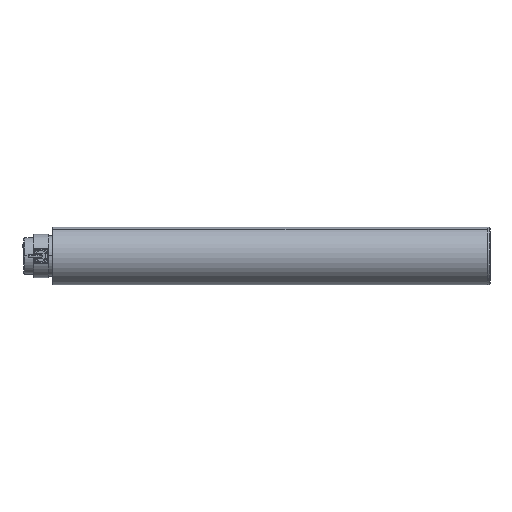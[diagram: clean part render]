
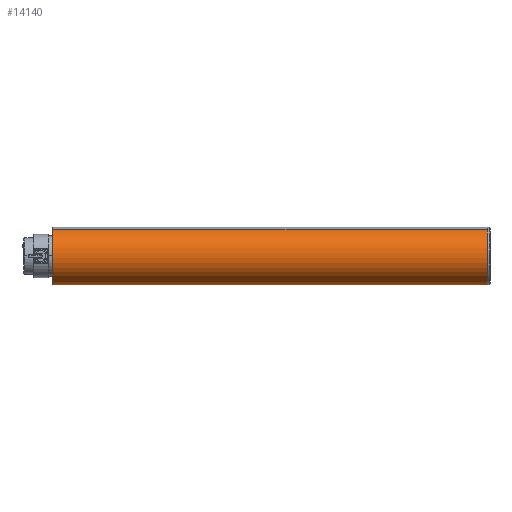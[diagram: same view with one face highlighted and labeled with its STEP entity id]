
A CAD part, front view. The second image highlights one B-rep face of the part: STEP entity #14140.
In plain terms, the highlighted cylindrical face has radius 59.5 mm (diameter 119 mm), a partial arc.
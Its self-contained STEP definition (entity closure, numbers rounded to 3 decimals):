
#437 = DIRECTION ( 'NONE',  ( -1., 0., 0. ) ) ;
#455 = CARTESIAN_POINT ( 'NONE',  ( -17.724, 0., -59.5 ) ) ;
#1180 = VERTEX_POINT ( 'NONE', #8328 ) ;
#1224 = AXIS2_PLACEMENT_3D ( 'NONE', #2223, #5587, #9935 ) ;
#2223 = CARTESIAN_POINT ( 'NONE',  ( 0., 0., 0. ) ) ;
#2945 = CARTESIAN_POINT ( 'NONE',  ( 0., 0., 59.5 ) ) ;
#3154 = CIRCLE ( 'NONE', #1224, 59.5 ) ;
#3476 = VERTEX_POINT ( 'NONE', #11122 ) ;
#3563 = AXIS2_PLACEMENT_3D ( 'NONE', #12856, #14096, #4043 ) ;
#4043 = DIRECTION ( 'NONE',  ( 0., 0., 1. ) ) ;
#4199 = VERTEX_POINT ( 'NONE', #9207 ) ;
#4524 = LINE ( 'NONE', #6965, #12970 ) ;
#5140 = CIRCLE ( 'NONE', #9490, 59.5 ) ;
#5587 = DIRECTION ( 'NONE',  ( -1., 0., 0. ) ) ;
#5701 = FACE_OUTER_BOUND ( 'NONE', #12836, .T. ) ;
#5778 = EDGE_CURVE ( 'NONE', #1180, #7591, #3154, .T. ) ;
#6965 = CARTESIAN_POINT ( 'NONE',  ( -17.724, 0., 59.5 ) ) ;
#7591 = VERTEX_POINT ( 'NONE', #2945 ) ;
#7661 = LINE ( 'NONE', #455, #8873 ) ;
#7739 = CARTESIAN_POINT ( 'NONE',  ( 900., 0., 0. ) ) ;
#8011 = ORIENTED_EDGE ( 'NONE', *, *, #10885, .F. ) ;
#8328 = CARTESIAN_POINT ( 'NONE',  ( 0., 0., -59.5 ) ) ;
#8441 = EDGE_CURVE ( 'NONE', #3476, #4199, #5140, .T. ) ;
#8873 = VECTOR ( 'NONE', #13650, 1000. ) ;
#9081 = DIRECTION ( 'NONE',  ( -1., 0., 0. ) ) ;
#9207 = CARTESIAN_POINT ( 'NONE',  ( 900., 0., 59.5 ) ) ;
#9490 = AXIS2_PLACEMENT_3D ( 'NONE', #7739, #437, #11103 ) ;
#9506 = ORIENTED_EDGE ( 'NONE', *, *, #8441, .T. ) ;
#9935 = DIRECTION ( 'NONE',  ( 0., 0., 1. ) ) ;
#10540 = CYLINDRICAL_SURFACE ( 'NONE', #3563, 59.5 ) ;
#10885 = EDGE_CURVE ( 'NONE', #3476, #1180, #7661, .T. ) ;
#11103 = DIRECTION ( 'NONE',  ( 0., 0., 1. ) ) ;
#11122 = CARTESIAN_POINT ( 'NONE',  ( 900., 0., -59.5 ) ) ;
#11709 = ORIENTED_EDGE ( 'NONE', *, *, #5778, .F. ) ;
#12705 = EDGE_CURVE ( 'NONE', #4199, #7591, #4524, .T. ) ;
#12836 = EDGE_LOOP ( 'NONE', ( #8011, #9506, #13555, #11709 ) ) ;
#12856 = CARTESIAN_POINT ( 'NONE',  ( -17.724, 0., 0. ) ) ;
#12970 = VECTOR ( 'NONE', #9081, 1000. ) ;
#13555 = ORIENTED_EDGE ( 'NONE', *, *, #12705, .T. ) ;
#13650 = DIRECTION ( 'NONE',  ( -1., 0., 0. ) ) ;
#14096 = DIRECTION ( 'NONE',  ( -1., 0., 0. ) ) ;
#14140 = ADVANCED_FACE ( 'NONE', ( #5701 ), #10540, .T. ) ;
